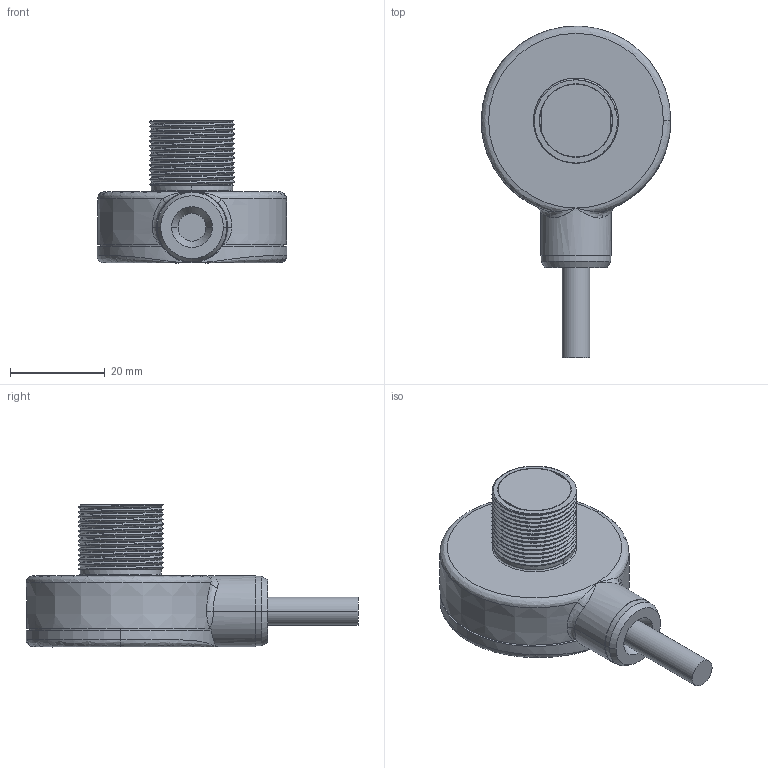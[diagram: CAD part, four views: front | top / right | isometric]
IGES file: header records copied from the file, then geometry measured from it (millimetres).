
Start section:  PTC IGES file: 155316.igs
Global section: file name: 155316.igs; native system: Pro/ENGINEER by Parametric Technology Corporation; preprocessor: 2009141; author: banengservice; organization: Unknown; date: 20101203.084323; units: inch
Bounding box: 40.08 x 70.21 x 30.09 mm (x, y, z)
Volume: 9520.4 mm3; surface area: 14933 mm2
Topology: 3 solids, 4 shells, 309 faces, 765 edges, 480 vertices
Faces by surface type: revolution 160, bspline 143, extrusion 6
